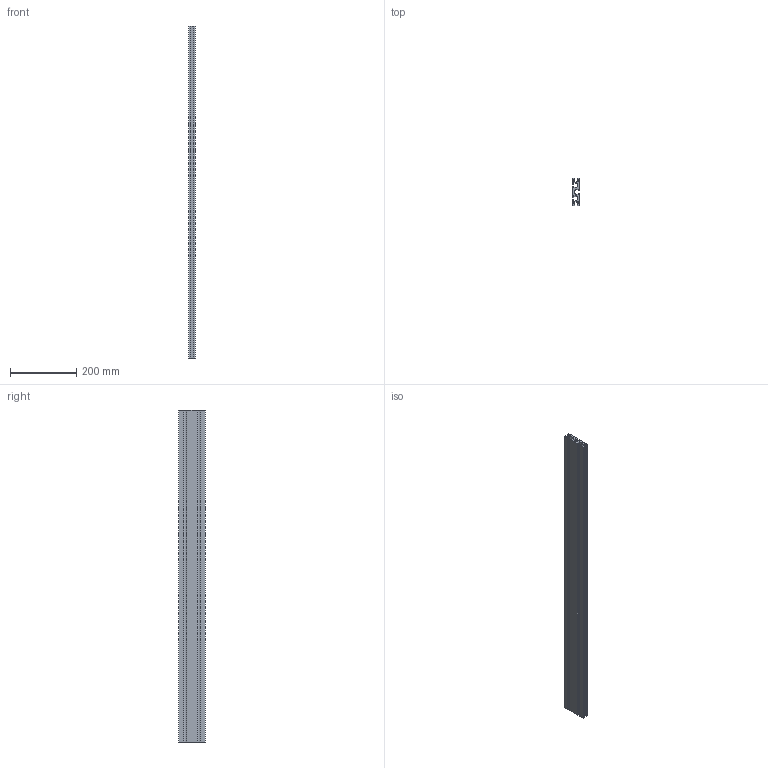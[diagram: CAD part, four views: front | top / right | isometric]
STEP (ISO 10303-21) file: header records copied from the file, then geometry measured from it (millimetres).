
FILE_DESCRIPTION (( 'STEP AP203' ), '1' );
FILE_NAME ('ALF-2080-8G.step', '2024-08-07T10:23:18', ( '' ), ( '' ), 'SwSTEP 2.0', 'SolidWorks 2022', '' );
FILE_SCHEMA (( 'CONFIG_CONTROL_DESIGN' ));
Length unit declared in the file: millimetre
Products named in the file (1): ALF-2080-8G
Bounding box: 20 x 80 x 1000 mm (x, y, z)
Volume: 805542.6 mm3; surface area: 377773.1 mm2
Topology: 1 solids, 1 shells, 47 faces, 135 edges, 90 vertices
Faces by surface type: plane 43, cylinder 4
Entity records: 1594 total; most frequent: CARTESIAN_POINT 273, ORIENTED_EDGE 270, DIRECTION 239, EDGE_CURVE 135, VECTOR 127, LINE 127, VERTEX_POINT 90, AXIS2_PLACEMENT_3D 56
